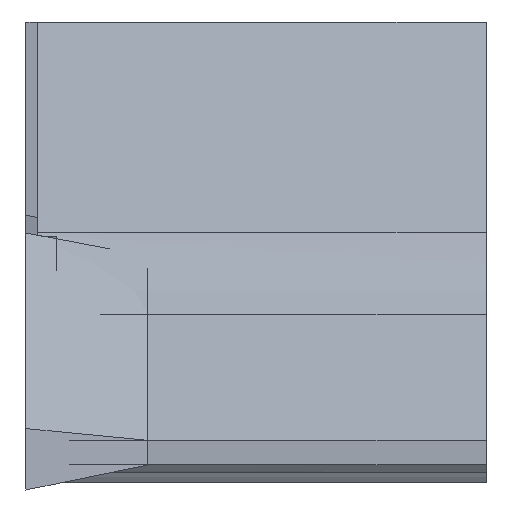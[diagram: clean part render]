
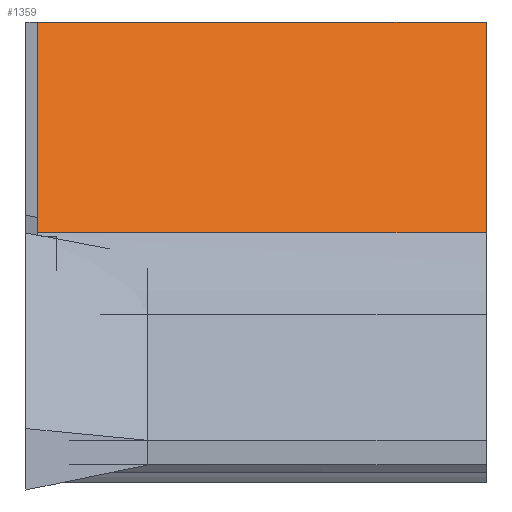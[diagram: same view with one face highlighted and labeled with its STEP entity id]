
A CAD part, left-side view. The second image highlights one B-rep face of the part: STEP entity #1359.
In plain terms, the highlighted planar face has unit normal (-0.616, 0, 0.788).
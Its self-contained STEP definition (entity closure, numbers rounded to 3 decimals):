
#114 = VECTOR ( 'NONE', #1123, 1000. ) ;
#170 = LINE ( 'NONE', #1048, #114 ) ;
#412 = VECTOR ( 'NONE', #994, 1000. ) ;
#589 = VERTEX_POINT ( 'NONE', #1642 ) ;
#641 = VERTEX_POINT ( 'NONE', #1650 ) ;
#691 = CARTESIAN_POINT ( 'NONE',  ( 13.594, -12., -12. ) ) ;
#782 = LINE ( 'NONE', #1053, #412 ) ;
#828 = CARTESIAN_POINT ( 'NONE',  ( 6.557, -12., -17.498 ) ) ;
#855 = AXIS2_PLACEMENT_3D ( 'NONE', #2600, #2571, #1521 ) ;
#919 = DIRECTION ( 'NONE',  ( 0., -1., 0. ) ) ;
#963 = CARTESIAN_POINT ( 'NONE',  ( 13.594, -12., -12. ) ) ;
#981 = CARTESIAN_POINT ( 'NONE',  ( -0.669, -12., -23.143 ) ) ;
#994 = DIRECTION ( 'NONE',  ( -0.788, 0., -0.616 ) ) ;
#996 = DIRECTION ( 'NONE',  ( -0.788, 0., -0.616 ) ) ;
#1048 = CARTESIAN_POINT ( 'NONE',  ( 6.557, 127.412, -17.498 ) ) ;
#1053 = CARTESIAN_POINT ( 'NONE',  ( 51.992, -0.3, 18. ) ) ;
#1123 = DIRECTION ( 'NONE',  ( 0., -1., 0. ) ) ;
#1359 = ADVANCED_FACE ( 'NONE', ( #2156 ), #2581, .F. ) ;
#1521 = DIRECTION ( 'NONE',  ( 0.788, 0., 0.616 ) ) ;
#1570 = VERTEX_POINT ( 'NONE', #828 ) ;
#1573 = VERTEX_POINT ( 'NONE', #691 ) ;
#1614 = EDGE_LOOP ( 'NONE', ( #2253, #2249, #2233, #2222 ) ) ;
#1642 = CARTESIAN_POINT ( 'NONE',  ( 13.594, -0.3, -12. ) ) ;
#1650 = CARTESIAN_POINT ( 'NONE',  ( 6.557, -0.3, -17.498 ) ) ;
#1791 = EDGE_CURVE ( 'NONE', #641, #1570, #170, .T. ) ;
#1793 = EDGE_CURVE ( 'NONE', #589, #641, #782, .T. ) ;
#1800 = EDGE_CURVE ( 'NONE', #1573, #1570, #2264, .T. ) ;
#1804 = EDGE_CURVE ( 'NONE', #589, #1573, #1955, .T. ) ;
#1908 = VECTOR ( 'NONE', #919, 1000. ) ;
#1955 = LINE ( 'NONE', #963, #1908 ) ;
#2156 = FACE_OUTER_BOUND ( 'NONE', #1614, .T. ) ;
#2205 = VECTOR ( 'NONE', #996, 1000. ) ;
#2222 = ORIENTED_EDGE ( 'NONE', *, *, #1804, .F. ) ;
#2233 = ORIENTED_EDGE ( 'NONE', *, *, #1800, .F. ) ;
#2249 = ORIENTED_EDGE ( 'NONE', *, *, #1791, .T. ) ;
#2253 = ORIENTED_EDGE ( 'NONE', *, *, #1793, .T. ) ;
#2264 = LINE ( 'NONE', #981, #2205 ) ;
#2571 = DIRECTION ( 'NONE',  ( 0.616, 0., -0.788 ) ) ;
#2581 = PLANE ( 'NONE',  #855 ) ;
#2600 = CARTESIAN_POINT ( 'NONE',  ( 51.992, 127.412, 18. ) ) ;
